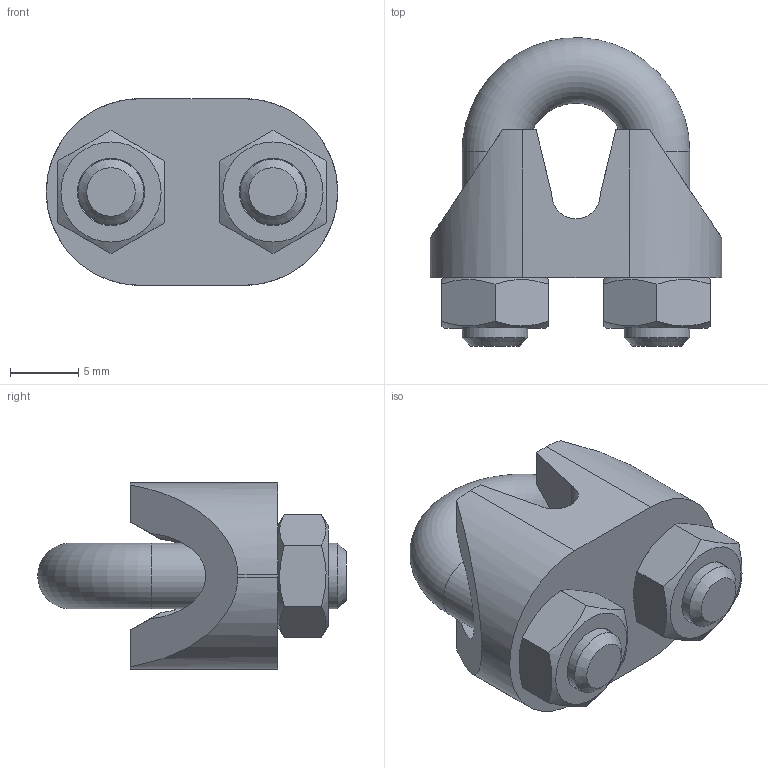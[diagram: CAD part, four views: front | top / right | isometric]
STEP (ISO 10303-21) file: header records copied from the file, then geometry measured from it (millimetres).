
FILE_DESCRIPTION(/* description */ ('Model RS-28 cable end fitting. 1/29/2014'),/* implementation_level */ '2;1');
FILE_NAME(/* name */ 'RS-28.stp',/* time_stamp */ '2014-01-29T10:44:49-05:00',/* author */ ('GL'),/* organization */ ('Conveyor Components Company, Division of Material Control, Inc.'),/* preprocessor_version */ 'ST-DEVELOPER v15.2',/* originating_system */ 'Autodesk Inventor 2014',/* authorisation */ 'GL');
FILE_SCHEMA (('AUTOMOTIVE_DESIGN { 1 0 10303 214 3 1 1 }'));
Products named in the file (4): clip saddle; clip u; clip nut; RS-28
Bounding box: 21.41 x 22.67 x 13.72 mm (x, y, z)
Volume: 2530.7 mm3; surface area: 2391.4 mm2
Topology: 4 solids, 4 shells, 61 faces, 160 edges, 105 vertices
Faces by surface type: plane 37, cylinder 13, cone 10, torus 1
Full cylindrical faces by diameter (mm): 3.962 x2, 4.826 x2, 6.35 x2
Entity records: 1542 total; most frequent: CARTESIAN_POINT 334, DIRECTION 244, ORIENTED_EDGE 224, EDGE_CURVE 112, AXIS2_PLACEMENT_3D 94, VERTEX_POINT 80, EDGE_LOOP 64, LINE 56
